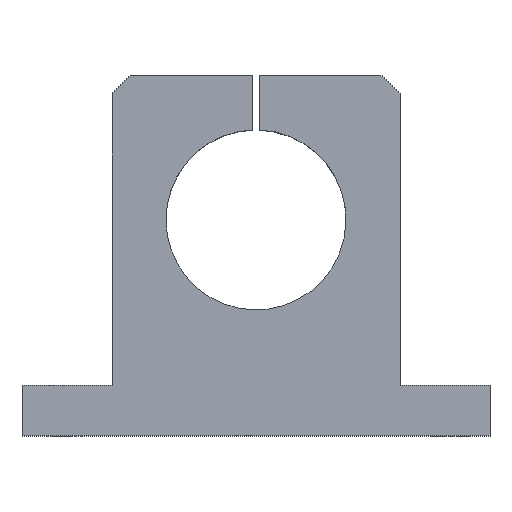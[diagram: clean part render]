
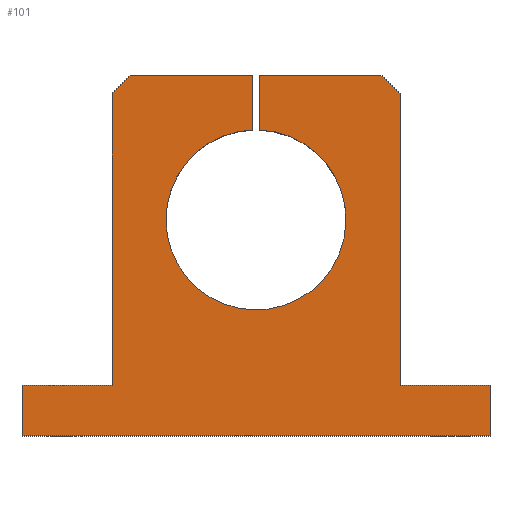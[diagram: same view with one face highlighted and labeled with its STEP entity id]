
A CAD part, top view. The second image highlights one B-rep face of the part: STEP entity #101.
In plain terms, the highlighted planar face has unit normal (0, 0, 1).
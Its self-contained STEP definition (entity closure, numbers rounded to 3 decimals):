
#101 = ADVANCED_FACE( '', ( #163 ), #164, .T. );
#163 = FACE_OUTER_BOUND( '', #226, .T. );
#164 = PLANE( '', #227 );
#226 = EDGE_LOOP( '', ( #440, #441, #442, #443, #444, #445, #446, #447, #448, #449, #450, #451, #452, #453, #454 ) );
#227 = AXIS2_PLACEMENT_3D( '', #455, #456, #457 );
#440 = ORIENTED_EDGE( '', *, *, #523, .F. );
#441 = ORIENTED_EDGE( '', *, *, #555, .F. );
#442 = ORIENTED_EDGE( '', *, *, #552, .F. );
#443 = ORIENTED_EDGE( '', *, *, #549, .F. );
#444 = ORIENTED_EDGE( '', *, *, #546, .F. );
#445 = ORIENTED_EDGE( '', *, *, #514, .F. );
#446 = ORIENTED_EDGE( '', *, *, #544, .F. );
#447 = ORIENTED_EDGE( '', *, *, #516, .F. );
#448 = ORIENTED_EDGE( '', *, *, #477, .F. );
#449 = ORIENTED_EDGE( '', *, *, #543, .F. );
#450 = ORIENTED_EDGE( '', *, *, #539, .F. );
#451 = ORIENTED_EDGE( '', *, *, #536, .F. );
#452 = ORIENTED_EDGE( '', *, *, #533, .F. );
#453 = ORIENTED_EDGE( '', *, *, #530, .F. );
#454 = ORIENTED_EDGE( '', *, *, #527, .F. );
#455 = CARTESIAN_POINT( '', ( 0., 0., 40. ) );
#456 = DIRECTION( '', ( 0., 0., 1. ) );
#457 = DIRECTION( '', ( 1., 0., 0. ) );
#477 = EDGE_CURVE( '', #557, #560, #561, .T. );
#514 = EDGE_CURVE( '', #624, #626, #627, .T. );
#516 = EDGE_CURVE( '', #560, #629, #630, .T. );
#523 = EDGE_CURVE( '', #638, #639, #640, .T. );
#527 = EDGE_CURVE( '', #639, #646, #647, .T. );
#530 = EDGE_CURVE( '', #646, #651, #652, .T. );
#533 = EDGE_CURVE( '', #651, #656, #657, .T. );
#536 = EDGE_CURVE( '', #656, #661, #662, .T. );
#539 = EDGE_CURVE( '', #661, #666, #667, .T. );
#543 = EDGE_CURVE( '', #666, #557, #672, .T. );
#544 = EDGE_CURVE( '', #629, #624, #673, .T. );
#546 = EDGE_CURVE( '', #626, #675, #676, .T. );
#549 = EDGE_CURVE( '', #675, #680, #681, .T. );
#552 = EDGE_CURVE( '', #680, #685, #686, .T. );
#555 = EDGE_CURVE( '', #685, #638, #690, .T. );
#557 = VERTEX_POINT( '', #692 );
#560 = VERTEX_POINT( '', #696 );
#561 = CIRCLE( '', #697, 25. );
#624 = VERTEX_POINT( '', #840 );
#626 = VERTEX_POINT( '', #843 );
#627 = LINE( '', #844, #845 );
#629 = VERTEX_POINT( '', #848 );
#630 = LINE( '', #849, #850 );
#638 = VERTEX_POINT( '', #860 );
#639 = VERTEX_POINT( '', #861 );
#640 = LINE( '', #862, #863 );
#646 = VERTEX_POINT( '', #872 );
#647 = LINE( '', #873, #874 );
#651 = VERTEX_POINT( '', #880 );
#652 = LINE( '', #881, #882 );
#656 = VERTEX_POINT( '', #888 );
#657 = LINE( '', #889, #890 );
#661 = VERTEX_POINT( '', #896 );
#662 = LINE( '', #897, #898 );
#666 = VERTEX_POINT( '', #904 );
#667 = LINE( '', #905, #906 );
#672 = CIRCLE( '', #913, 25. );
#673 = LINE( '', #914, #915 );
#675 = VERTEX_POINT( '', #918 );
#676 = LINE( '', #919, #920 );
#680 = VERTEX_POINT( '', #926 );
#681 = LINE( '', #927, #928 );
#685 = VERTEX_POINT( '', #934 );
#686 = LINE( '', #935, #936 );
#690 = LINE( '', #942, #943 );
#692 = CARTESIAN_POINT( '', ( -1., 35.02, 40. ) );
#696 = CARTESIAN_POINT( '', ( 1., 84.98, 40. ) );
#697 = AXIS2_PLACEMENT_3D( '', #947, #948, #949 );
#840 = CARTESIAN_POINT( '', ( 35., 100., 40. ) );
#843 = CARTESIAN_POINT( '', ( 40., 95., 40. ) );
#844 = CARTESIAN_POINT( '', ( 40., 95., 40. ) );
#845 = VECTOR( '', #1022, 1. );
#848 = CARTESIAN_POINT( '', ( 1., 100., 40. ) );
#849 = CARTESIAN_POINT( '', ( 1., 100., 40. ) );
#850 = VECTOR( '', #1024, 1. );
#860 = CARTESIAN_POINT( '', ( -65., 0., 40. ) );
#861 = CARTESIAN_POINT( '', ( -65., 14., 40. ) );
#862 = CARTESIAN_POINT( '', ( -65., 14., 40. ) );
#863 = VECTOR( '', #1039, 1. );
#872 = CARTESIAN_POINT( '', ( -40., 14., 40. ) );
#873 = CARTESIAN_POINT( '', ( -40., 14., 40. ) );
#874 = VECTOR( '', #1043, 1. );
#880 = CARTESIAN_POINT( '', ( -40., 95., 40. ) );
#881 = CARTESIAN_POINT( '', ( -40., 95., 40. ) );
#882 = VECTOR( '', #1046, 1. );
#888 = CARTESIAN_POINT( '', ( -35., 100., 40. ) );
#889 = CARTESIAN_POINT( '', ( -35., 100., 40. ) );
#890 = VECTOR( '', #1049, 1. );
#896 = CARTESIAN_POINT( '', ( -1., 100., 40. ) );
#897 = CARTESIAN_POINT( '', ( -1., 100., 40. ) );
#898 = VECTOR( '', #1052, 1. );
#904 = CARTESIAN_POINT( '', ( -1., 84.98, 40. ) );
#905 = CARTESIAN_POINT( '', ( -1., 84.98, 40. ) );
#906 = VECTOR( '', #1055, 1. );
#913 = AXIS2_PLACEMENT_3D( '', #1061, #1062, #1063 );
#914 = CARTESIAN_POINT( '', ( 35., 100., 40. ) );
#915 = VECTOR( '', #1064, 1. );
#918 = CARTESIAN_POINT( '', ( 40., 14., 40. ) );
#919 = CARTESIAN_POINT( '', ( 40., 14., 40. ) );
#920 = VECTOR( '', #1066, 1. );
#926 = CARTESIAN_POINT( '', ( 65., 14., 40. ) );
#927 = CARTESIAN_POINT( '', ( 65., 14., 40. ) );
#928 = VECTOR( '', #1069, 1. );
#934 = CARTESIAN_POINT( '', ( 65., 0., 40. ) );
#935 = CARTESIAN_POINT( '', ( 65., 0., 40. ) );
#936 = VECTOR( '', #1072, 1. );
#942 = CARTESIAN_POINT( '', ( -65., 0., 40. ) );
#943 = VECTOR( '', #1075, 1. );
#947 = CARTESIAN_POINT( '', ( 0., 60., 40. ) );
#948 = DIRECTION( '', ( 0., 0., 1. ) );
#949 = DIRECTION( '', ( 0.04, 0.999, 0. ) );
#1022 = DIRECTION( '', ( 0.707, -0.707, 0. ) );
#1024 = DIRECTION( '', ( 0., 1., 0. ) );
#1039 = DIRECTION( '', ( 0., 1., 0. ) );
#1043 = DIRECTION( '', ( 1., 0., 0. ) );
#1046 = DIRECTION( '', ( 0., 1., 0. ) );
#1049 = DIRECTION( '', ( 0.707, 0.707, 0. ) );
#1052 = DIRECTION( '', ( 1., 0., 0. ) );
#1055 = DIRECTION( '', ( 0., -1., 0. ) );
#1061 = CARTESIAN_POINT( '', ( 0., 60., 40. ) );
#1062 = DIRECTION( '', ( 0., 0., 1. ) );
#1063 = DIRECTION( '', ( 0.04, 0.999, 0. ) );
#1064 = DIRECTION( '', ( 1., 0., 0. ) );
#1066 = DIRECTION( '', ( 0., -1., 0. ) );
#1069 = DIRECTION( '', ( 1., 0., 0. ) );
#1072 = DIRECTION( '', ( 0., -1., 0. ) );
#1075 = DIRECTION( '', ( -1., 0., 0. ) );
